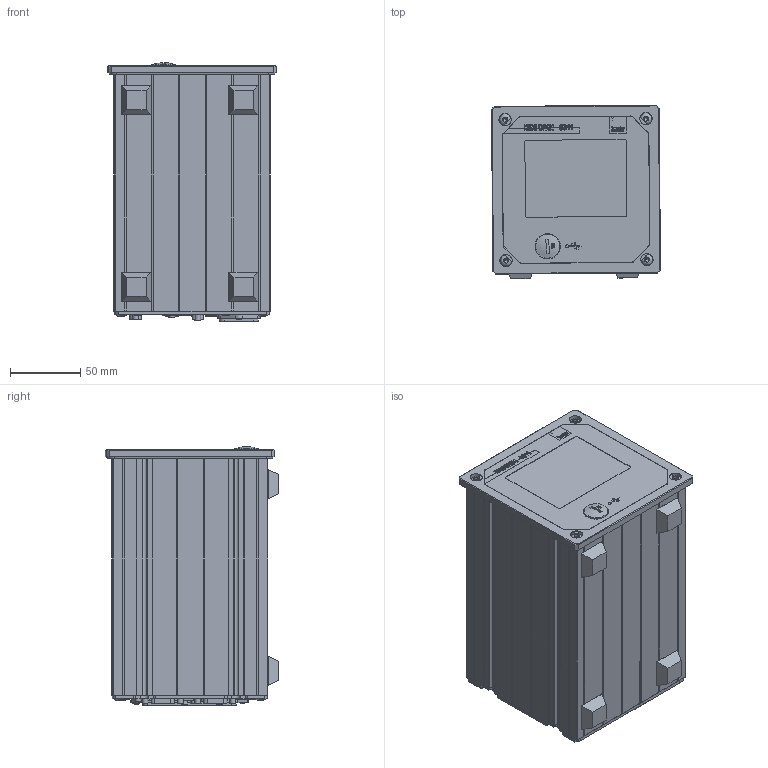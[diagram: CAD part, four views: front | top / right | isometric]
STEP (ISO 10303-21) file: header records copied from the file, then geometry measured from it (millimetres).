
FILE_DESCRIPTION(/* description */ (''),/* implementation_level */ '2;1');
FILE_NAME(/* name */ '9311-V000X.stp',/* time_stamp */ '2016-05-12T08:26:14+02:00',/* author */ ('lv'),/* organization */ (''),/* preprocessor_version */ 'ST-DEVELOPER v16.1',/* originating_system */ 'Autodesk Inventor 2016',/* authorisation */ '');
FILE_SCHEMA (('AUTOMOTIVE_DESIGN { 1 0 10303 214 3 1 1 }'));
Products named in the file (1): 93110.000-ENTW2_Substitute_2
Bounding box: 119.77 x 122.8 x 183.62 mm (x, y, z)
Volume: 2140705.1 mm3; surface area: 426043.5 mm2
Topology: 5 solids, 18 shells, 5413 faces, 14245 edges, 9324 vertices
Faces by surface type: plane 3764, bspline 965, cylinder 519, cone 120, torus 35, sphere 10
Full cylindrical faces by diameter (mm): 0.933 x1, 1 x52, 1.27 x2, 1.95 x6, 2 x4, 2.156 x8, 2.5 x14, 2.7 x6, 2.845 x4, 2.9 x8, 3.4 x2, 4 x16, 4.3 x4, 4.4 x6, 4.5 x4, 4.8 x6, 4.953 x2, 7.9 x2, 8 x4, 8.5 x4, 8.7 x4, 12.4 x1, 13.9 x1, 15.2 x1, 17 x1, 18 x1
Entity records: 185920 total; most frequent: CARTESIAN_POINT 54162, ORIENTED_EDGE 27902, DIRECTION 21922, EDGE_CURVE 13925, LINE 10378, VECTOR 10378, VERTEX_POINT 9222, EDGE_LOOP 6203
